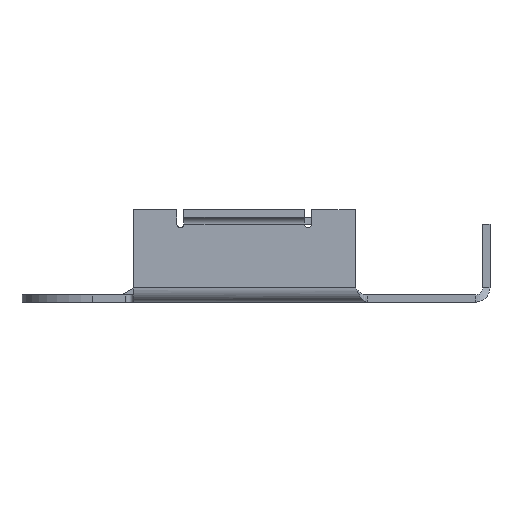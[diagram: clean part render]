
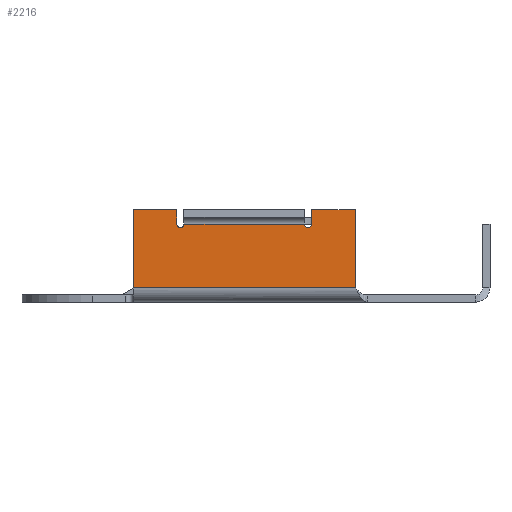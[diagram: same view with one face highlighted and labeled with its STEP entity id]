
A CAD part, left-side view. The second image highlights one B-rep face of the part: STEP entity #2216.
In plain terms, the highlighted planar face has unit normal (-1, 0, 0).
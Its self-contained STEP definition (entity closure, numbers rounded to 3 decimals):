
#90=PLANE('',#2399);
#213=FACE_OUTER_BOUND('',#346,.T.);
#346=EDGE_LOOP('',(#1794,#1795,#1796,#1797,#1798,#1799,#1800,#1801,#1802,
#1803));
#530=LINE('',#3627,#769);
#538=LINE('',#3669,#777);
#539=LINE('',#3673,#778);
#548=LINE('',#3691,#787);
#554=LINE('',#3707,#793);
#558=LINE('',#3716,#797);
#559=LINE('',#3721,#798);
#560=LINE('',#3722,#799);
#769=VECTOR('',#2802,10.);
#777=VECTOR('',#2812,10.);
#778=VECTOR('',#2819,10.);
#787=VECTOR('',#2834,10.);
#793=VECTOR('',#2848,10.);
#797=VECTOR('',#2858,10.);
#798=VECTOR('',#2863,10.);
#799=VECTOR('',#2864,10.);
#928=CIRCLE('',#2397,0.15);
#929=CIRCLE('',#2400,0.15);
#1059=VERTEX_POINT('',#3624);
#1060=VERTEX_POINT('',#3626);
#1062=VERTEX_POINT('',#3651);
#1066=VERTEX_POINT('',#3667);
#1072=VERTEX_POINT('',#3689);
#1078=VERTEX_POINT('',#3706);
#1079=VERTEX_POINT('',#3710);
#1080=VERTEX_POINT('',#3714);
#1081=VERTEX_POINT('',#3718);
#1082=VERTEX_POINT('',#3719);
#1310=EDGE_CURVE('',#1060,#1059,#530,.T.);
#1319=EDGE_CURVE('',#1062,#1066,#538,.T.);
#1321=EDGE_CURVE('',#1059,#1062,#539,.T.);
#1330=EDGE_CURVE('',#1066,#1072,#548,.T.);
#1338=EDGE_CURVE('',#1072,#1078,#554,.T.);
#1340=EDGE_CURVE('',#1078,#1079,#928,.T.);
#1343=EDGE_CURVE('',#1080,#1060,#558,.T.);
#1344=EDGE_CURVE('',#1081,#1082,#929,.T.);
#1345=EDGE_CURVE('',#1082,#1080,#559,.T.);
#1346=EDGE_CURVE('',#1079,#1081,#560,.T.);
#1794=ORIENTED_EDGE('',*,*,#1344,.T.);
#1795=ORIENTED_EDGE('',*,*,#1345,.T.);
#1796=ORIENTED_EDGE('',*,*,#1343,.T.);
#1797=ORIENTED_EDGE('',*,*,#1310,.T.);
#1798=ORIENTED_EDGE('',*,*,#1321,.T.);
#1799=ORIENTED_EDGE('',*,*,#1319,.T.);
#1800=ORIENTED_EDGE('',*,*,#1330,.T.);
#1801=ORIENTED_EDGE('',*,*,#1338,.T.);
#1802=ORIENTED_EDGE('',*,*,#1340,.T.);
#1803=ORIENTED_EDGE('',*,*,#1346,.T.);
#2216=ADVANCED_FACE('',(#213),#90,.T.);
#2397=AXIS2_PLACEMENT_3D('',#3711,#2852,#2853);
#2399=AXIS2_PLACEMENT_3D('',#3717,#2859,#2860);
#2400=AXIS2_PLACEMENT_3D('',#3720,#2861,#2862);
#2802=DIRECTION('',(0.,0.,-1.));
#2812=DIRECTION('',(0.,0.,1.));
#2819=DIRECTION('',(0.,-1.,0.));
#2834=DIRECTION('',(0.,1.,0.));
#2848=DIRECTION('',(0.,0.,-1.));
#2852=DIRECTION('center_axis',(1.,0.,0.));
#2853=DIRECTION('ref_axis',(0.,1.,0.));
#2858=DIRECTION('',(0.,1.,0.));
#2859=DIRECTION('center_axis',(-1.,0.,0.));
#2860=DIRECTION('ref_axis',(0.,0.,1.));
#2861=DIRECTION('center_axis',(1.,0.,0.));
#2862=DIRECTION('ref_axis',(0.,-1.,0.));
#2863=DIRECTION('',(0.,0.,1.));
#2864=DIRECTION('',(0.,1.,0.));
#3624=CARTESIAN_POINT('',(-10.55,4.65,0.6));
#3626=CARTESIAN_POINT('',(-10.55,4.65,3.9));
#3627=CARTESIAN_POINT('',(-10.55,4.65,0.6));
#3651=CARTESIAN_POINT('',(-10.55,-4.75,0.6));
#3667=CARTESIAN_POINT('',(-10.55,-4.75,3.9));
#3669=CARTESIAN_POINT('',(-10.55,-4.75,0.6));
#3673=CARTESIAN_POINT('',(-10.55,-0.239,0.6));
#3689=CARTESIAN_POINT('',(-10.55,-2.9,3.9));
#3691=CARTESIAN_POINT('',(-10.55,4.65,3.9));
#3706=CARTESIAN_POINT('',(-10.55,-2.9,3.3));
#3707=CARTESIAN_POINT('',(-10.55,-2.9,2.882));
#3710=CARTESIAN_POINT('',(-10.55,-2.6,3.3));
#3711=CARTESIAN_POINT('Origin',(-10.55,-2.75,3.3));
#3714=CARTESIAN_POINT('',(-10.55,2.8,3.9));
#3716=CARTESIAN_POINT('',(-10.55,4.65,3.9));
#3717=CARTESIAN_POINT('Origin',(-10.55,-0.177,1.864));
#3718=CARTESIAN_POINT('',(-10.55,2.5,3.3));
#3719=CARTESIAN_POINT('',(-10.55,2.8,3.3));
#3720=CARTESIAN_POINT('Origin',(-10.55,2.65,3.3));
#3721=CARTESIAN_POINT('',(-10.55,2.8,2.582));
#3722=CARTESIAN_POINT('',(-10.55,-1.389,3.3));
